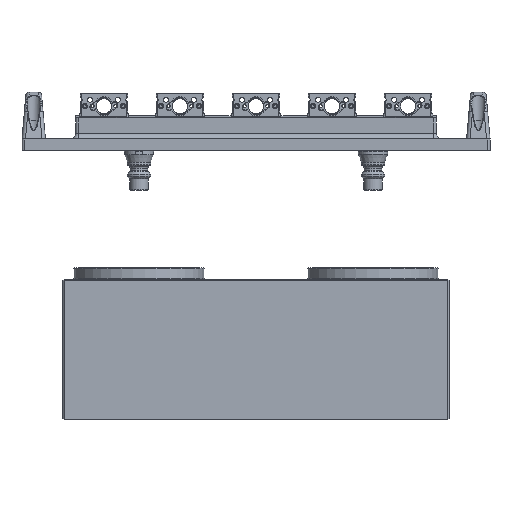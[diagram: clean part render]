
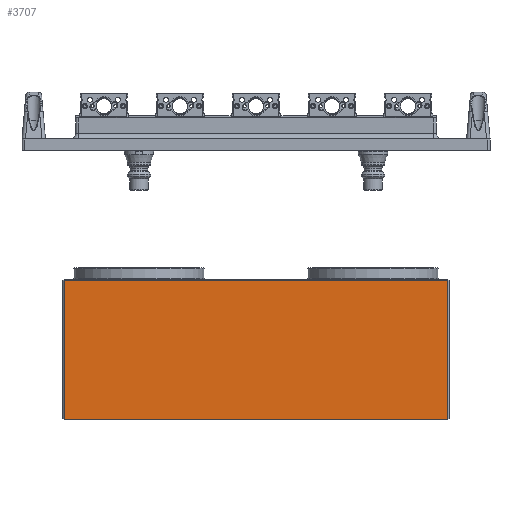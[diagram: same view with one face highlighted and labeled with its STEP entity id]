
A CAD part, front view. The second image highlights one B-rep face of the part: STEP entity #3707.
In plain terms, the highlighted planar face has unit normal (0, -1, 0).
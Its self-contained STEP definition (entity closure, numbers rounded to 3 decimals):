
#2425=PLANE('',#34040);
#3707=ADVANCED_FACE('',(#6185),#2425,.T.);
#6185=FACE_OUTER_BOUND('',#8177,.T.);
#8177=EDGE_LOOP('',(#17657,#17658,#17659,#17660));
#10372=LINE('',#62762,#12120);
#10373=LINE('',#62765,#12121);
#10374=LINE('',#62767,#12122);
#10375=LINE('',#62769,#12123);
#12120=VECTOR('',#40074,1.);
#12121=VECTOR('',#40075,1.);
#12122=VECTOR('',#40076,1.);
#12123=VECTOR('',#40077,1.);
#17657=ORIENTED_EDGE('',*,*,#27918,.T.);
#17658=ORIENTED_EDGE('',*,*,#27919,.T.);
#17659=ORIENTED_EDGE('',*,*,#27920,.F.);
#17660=ORIENTED_EDGE('',*,*,#27921,.T.);
#24230=VERTEX_POINT('',#62763);
#24231=VERTEX_POINT('',#62764);
#24232=VERTEX_POINT('',#62766);
#24233=VERTEX_POINT('',#62768);
#27918=EDGE_CURVE('',#24230,#24231,#10372,.T.);
#27919=EDGE_CURVE('',#24231,#24232,#10373,.T.);
#27920=EDGE_CURVE('',#24233,#24232,#10374,.T.);
#27921=EDGE_CURVE('',#24233,#24230,#10375,.T.);
#34040=AXIS2_PLACEMENT_3D('',#62770,#40078,#40079);
#40074=DIRECTION('',(-1.,0.,0.));
#40075=DIRECTION('',(0.,0.,-1.));
#40076=DIRECTION('',(-1.,0.,0.));
#40077=DIRECTION('',(0.,0.,1.));
#40078=DIRECTION('',(0.,-1.,0.));
#40079=DIRECTION('',(0.,0.,1.));
#62762=CARTESIAN_POINT('',(863.742,-352.001,363.574));
#62763=CARTESIAN_POINT('',(1027.742,-352.001,363.574));
#62764=CARTESIAN_POINT('',(699.742,-352.001,363.574));
#62765=CARTESIAN_POINT('',(699.742,-352.001,324.574));
#62766=CARTESIAN_POINT('',(699.742,-352.001,244.574));
#62767=CARTESIAN_POINT('',(863.742,-352.001,244.574));
#62768=CARTESIAN_POINT('',(1027.742,-352.001,244.574));
#62769=CARTESIAN_POINT('',(1027.742,-352.001,324.574));
#62770=CARTESIAN_POINT('',(863.742,-352.001,324.574));
